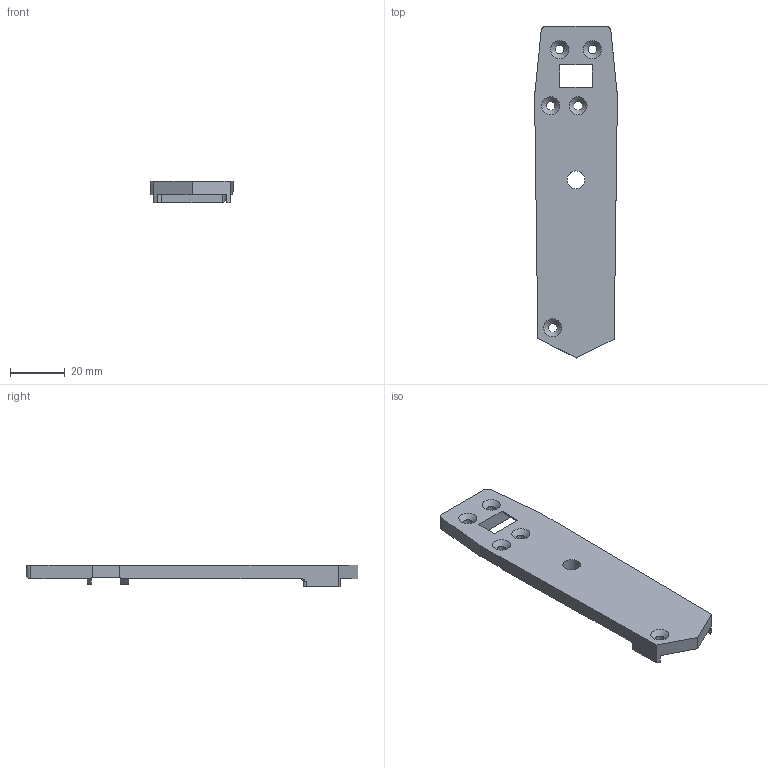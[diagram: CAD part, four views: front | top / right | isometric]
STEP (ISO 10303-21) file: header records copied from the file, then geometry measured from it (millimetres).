
FILE_DESCRIPTION(/* description */ (''),/* implementation_level */ '2;1');
FILE_NAME(/* name */ 'TopDeckR_42mm.step',/* time_stamp */ '2023-11-24T22:25:12+01:00',/* author */ (''),/* organization */ (''),/* preprocessor_version */ 'ST-DEVELOPER v20',/* originating_system */ 'Autodesk Translation Framework v12.14.0.127',/* authorisation */ '');
FILE_SCHEMA (('AUTOMOTIVE_DESIGN { 1 0 10303 214 3 1 1 }'));
Length unit declared in the file: millimetre
Products named in the file (1): TopDeck (1)
Bounding box: 30 x 121.19 x 8 mm (x, y, z)
Volume: 16034.3 mm3; surface area: 8704.9 mm2
Topology: 1 solids, 1 shells, 62 faces, 171 edges, 110 vertices
Faces by surface type: plane 42, cylinder 13, cone 5, torus 2
Full cylindrical faces by diameter (mm): 3.2 x5, 6.5 x1
Entity records: 2049 total; most frequent: CARTESIAN_POINT 374, ORIENTED_EDGE 342, DIRECTION 333, EDGE_CURVE 171, LINE 127, VECTOR 127, VERTEX_POINT 110, AXIS2_PLACEMENT_3D 103
